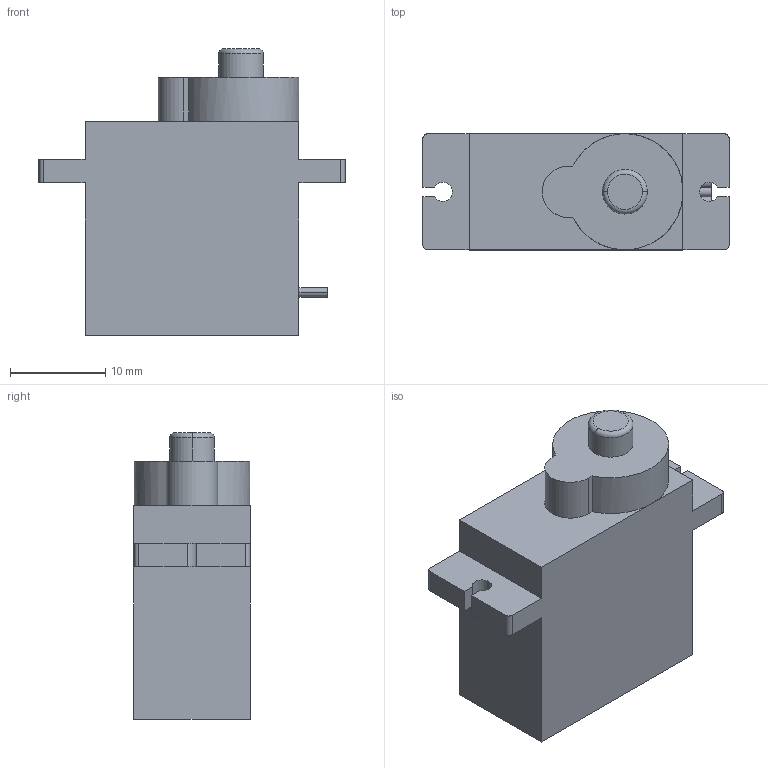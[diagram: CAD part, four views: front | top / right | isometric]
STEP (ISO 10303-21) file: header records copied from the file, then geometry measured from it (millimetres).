
FILE_DESCRIPTION(('CATIA V5 STEP Exchange'),'2;1');
FILE_NAME('MIUZEI_MS18_9G.stp','2020-12-05T00:41:57+00:00',('none'),('none'),'CATIA Version 5 Release 20 GA (IN-10)','CATIA V5 STEP AP203','none');
FILE_SCHEMA(('CONFIG_CONTROL_DESIGN'));
Length unit declared in the file: millimetre
Products named in the file (1): MIUZEI_MS18_9G
Bounding box: 32.2 x 12.2 x 30.1 mm (x, y, z)
Volume: 7101.5 mm3; surface area: 2673.2 mm2
Topology: 1 solids, 1 shells, 47 faces, 118 edges, 77 vertices
Faces by surface type: plane 29, cylinder 16, torus 2
Entity records: 1331 total; most frequent: ORIENTED_EDGE 236, CARTESIAN_POINT 230, DIRECTION 177, EDGE_CURVE 118, VERTEX_POINT 77, VECTOR 76, LINE 76, AXIS2_PLACEMENT_3D 71
